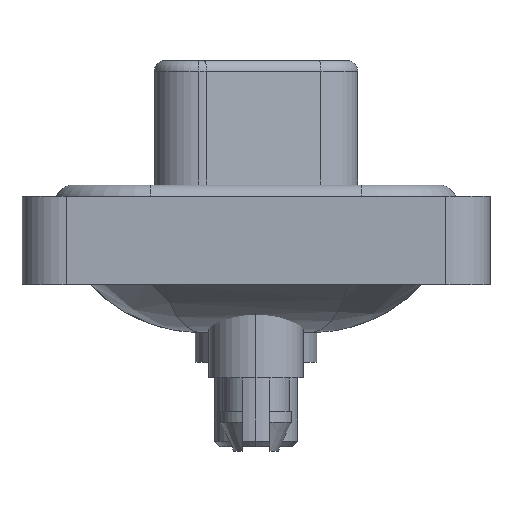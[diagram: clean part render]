
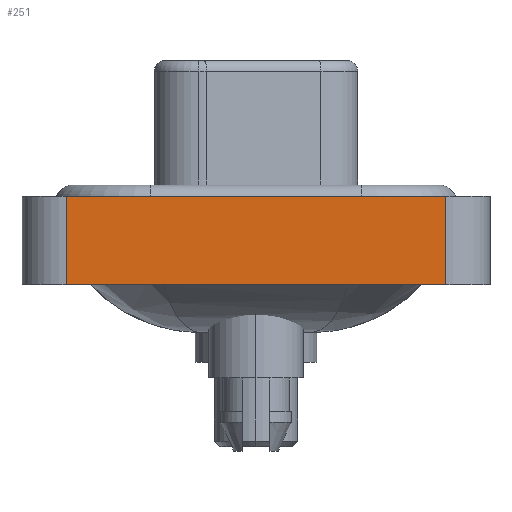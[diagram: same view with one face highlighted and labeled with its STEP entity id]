
A CAD part, left-side view. The second image highlights one B-rep face of the part: STEP entity #251.
In plain terms, the highlighted planar face has unit normal (-1, 0, 0).
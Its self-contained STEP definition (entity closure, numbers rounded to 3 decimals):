
#251 = ADVANCED_FACE ( 'NONE', ( #14595 ), #3918, .T. ) ;
#1154 = VECTOR ( 'NONE', #11006, 1000. ) ;
#1751 = VERTEX_POINT ( 'NONE', #18210 ) ;
#1830 = VERTEX_POINT ( 'NONE', #12116 ) ;
#1859 = ORIENTED_EDGE ( 'NONE', *, *, #8340, .F. ) ;
#2380 = VERTEX_POINT ( 'NONE', #9834 ) ;
#2818 = VECTOR ( 'NONE', #10058, 1000. ) ;
#2993 = LINE ( 'NONE', #20050, #11785 ) ;
#3519 = EDGE_CURVE ( 'NONE', #2380, #1830, #10269, .T. ) ;
#3722 = CARTESIAN_POINT ( 'NONE',  ( -7.25, -8.55, -3.6 ) ) ;
#3918 = PLANE ( 'NONE',  #5416 ) ;
#5285 = EDGE_CURVE ( 'NONE', #9925, #2380, #8437, .T. ) ;
#5416 = AXIS2_PLACEMENT_3D ( 'NONE', #3722, #8510, #16515 ) ;
#7012 = CARTESIAN_POINT ( 'NONE',  ( -7.25, -8.55, -3.6 ) ) ;
#7556 = LINE ( 'NONE', #14069, #1154 ) ;
#7611 = EDGE_LOOP ( 'NONE', ( #16737, #15585, #1859, #14018 ) ) ;
#8340 = EDGE_CURVE ( 'NONE', #9925, #1751, #2993, .T. ) ;
#8437 = LINE ( 'NONE', #17765, #2818 ) ;
#8510 = DIRECTION ( 'NONE',  ( -1., 0., 0. ) ) ;
#9378 = VECTOR ( 'NONE', #15048, 1000. ) ;
#9834 = CARTESIAN_POINT ( 'NONE',  ( -7.25, -8.55, -3.6 ) ) ;
#9925 = VERTEX_POINT ( 'NONE', #18525 ) ;
#10058 = DIRECTION ( 'NONE',  ( 0., -1., 0. ) ) ;
#10269 = LINE ( 'NONE', #7012, #9378 ) ;
#11006 = DIRECTION ( 'NONE',  ( 0., -1., 0. ) ) ;
#11311 = EDGE_CURVE ( 'NONE', #1751, #1830, #7556, .T. ) ;
#11785 = VECTOR ( 'NONE', #12234, 1000. ) ;
#12116 = CARTESIAN_POINT ( 'NONE',  ( -7.25, -8.55, 0.4 ) ) ;
#12234 = DIRECTION ( 'NONE',  ( 0., 0., 1. ) ) ;
#14018 = ORIENTED_EDGE ( 'NONE', *, *, #5285, .T. ) ;
#14069 = CARTESIAN_POINT ( 'NONE',  ( -7.25, -8.55, 0.4 ) ) ;
#14595 = FACE_OUTER_BOUND ( 'NONE', #7611, .T. ) ;
#15048 = DIRECTION ( 'NONE',  ( 0., 0., 1. ) ) ;
#15585 = ORIENTED_EDGE ( 'NONE', *, *, #11311, .F. ) ;
#16515 = DIRECTION ( 'NONE',  ( 0., 0., 1. ) ) ;
#16737 = ORIENTED_EDGE ( 'NONE', *, *, #3519, .T. ) ;
#17765 = CARTESIAN_POINT ( 'NONE',  ( -7.25, -8.55, -3.6 ) ) ;
#18210 = CARTESIAN_POINT ( 'NONE',  ( -7.25, 8.55, 0.4 ) ) ;
#18525 = CARTESIAN_POINT ( 'NONE',  ( -7.25, 8.55, -3.6 ) ) ;
#20050 = CARTESIAN_POINT ( 'NONE',  ( -7.25, 8.55, -3.6 ) ) ;
